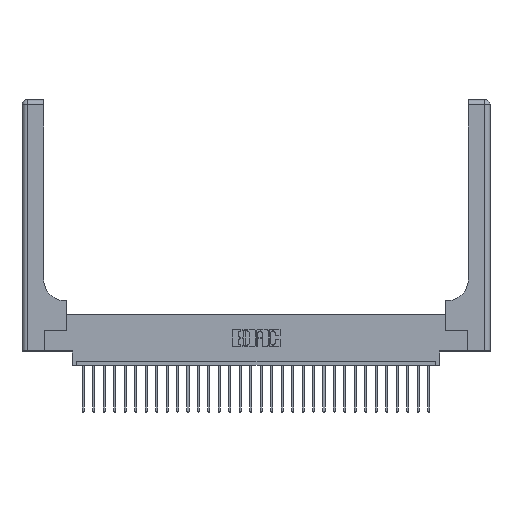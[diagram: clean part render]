
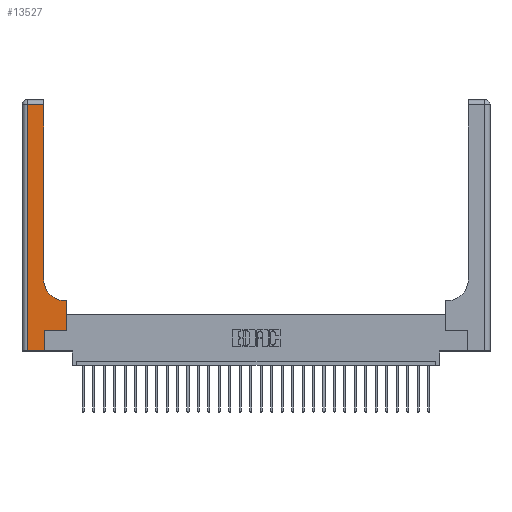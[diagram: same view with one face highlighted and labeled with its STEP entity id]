
A CAD part, top view. The second image highlights one B-rep face of the part: STEP entity #13527.
In plain terms, the highlighted planar face has unit normal (0, 0, 1).
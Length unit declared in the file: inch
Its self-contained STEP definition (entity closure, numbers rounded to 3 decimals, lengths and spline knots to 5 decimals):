
#264 = ORIENTED_EDGE ( 'NONE', *, *, #12206, .T. ) ;
#473 = CARTESIAN_POINT ( 'NONE',  ( 0.26, 3., 0.37 ) ) ;
#799 = LINE ( 'NONE', #13395, #12127 ) ;
#2990 = DIRECTION ( 'NONE',  ( 1., 0., 0. ) ) ;
#3388 = EDGE_CURVE ( 'NONE', #4060, #13010, #25140, .T. ) ;
#3757 = AXIS2_PLACEMENT_3D ( 'NONE', #7699, #27218, #14246 ) ;
#3899 = CARTESIAN_POINT ( 'NONE',  ( 0.265, 0.25, 0.37 ) ) ;
#4003 = VECTOR ( 'NONE', #14268, 39.37008 ) ;
#4060 = VERTEX_POINT ( 'NONE', #22628 ) ;
#4786 = DIRECTION ( 'NONE',  ( 1., 0., 0. ) ) ;
#5011 = FACE_OUTER_BOUND ( 'NONE', #7442, .T. ) ;
#5063 = EDGE_CURVE ( 'NONE', #18775, #14535, #15142, .T. ) ;
#5191 = CARTESIAN_POINT ( 'NONE',  ( 0.528, 0.25, 0.37 ) ) ;
#5625 = VECTOR ( 'NONE', #11169, 39.37008 ) ;
#6029 = CARTESIAN_POINT ( 'NONE',  ( 0.26, 0.6, 0.37 ) ) ;
#6120 = CARTESIAN_POINT ( 'NONE',  ( 0.26, 2.94, 0.37 ) ) ;
#7172 = VERTEX_POINT ( 'NONE', #12940 ) ;
#7442 = EDGE_LOOP ( 'NONE', ( #14394, #264, #27526, #17054, #12236, #25404, #21410, #13158, #18041 ) ) ;
#7699 = CARTESIAN_POINT ( 'NONE',  ( 0.51, 0.85, 0.37 ) ) ;
#8106 = VECTOR ( 'NONE', #4786, 39.37008 ) ;
#9471 = DIRECTION ( 'NONE',  ( 0., -1., 0. ) ) ;
#9652 = LINE ( 'NONE', #6029, #4003 ) ;
#10088 = VERTEX_POINT ( 'NONE', #6120 ) ;
#10135 = CARTESIAN_POINT ( 'NONE',  ( 0., 3., 0.37 ) ) ;
#10535 = VECTOR ( 'NONE', #9471, 39.37008 ) ;
#11169 = DIRECTION ( 'NONE',  ( 0., 1., 0. ) ) ;
#12018 = DIRECTION ( 'NONE',  ( 0., 0., -1. ) ) ;
#12127 = VECTOR ( 'NONE', #26093, 39.37008 ) ;
#12206 = EDGE_CURVE ( 'NONE', #10088, #4060, #799, .T. ) ;
#12236 = ORIENTED_EDGE ( 'NONE', *, *, #22807, .T. ) ;
#12940 = CARTESIAN_POINT ( 'NONE',  ( 0.528, 0.6, 0.37 ) ) ;
#13010 = VERTEX_POINT ( 'NONE', #18890 ) ;
#13158 = ORIENTED_EDGE ( 'NONE', *, *, #24256, .T. ) ;
#13216 = DIRECTION ( 'NONE',  ( 0., 1., 0. ) ) ;
#13395 = CARTESIAN_POINT ( 'NONE',  ( 0., 2.94, 0.37 ) ) ;
#13527 = ADVANCED_FACE ( 'NONE', ( #5011 ), #14352, .F. ) ;
#14246 = DIRECTION ( 'NONE',  ( 1., 0., 0. ) ) ;
#14268 = DIRECTION ( 'NONE',  ( -1., 0., 0. ) ) ;
#14352 = PLANE ( 'NONE',  #15542 ) ;
#14394 = ORIENTED_EDGE ( 'NONE', *, *, #24641, .T. ) ;
#14535 = VERTEX_POINT ( 'NONE', #5191 ) ;
#14680 = VECTOR ( 'NONE', #2990, 39.37008 ) ;
#14925 = LINE ( 'NONE', #25915, #20237 ) ;
#15142 = LINE ( 'NONE', #19308, #8106 ) ;
#15542 = AXIS2_PLACEMENT_3D ( 'NONE', #10135, #12018, #26673 ) ;
#15946 = EDGE_CURVE ( 'NONE', #14535, #7172, #14925, .T. ) ;
#16067 = LINE ( 'NONE', #19477, #22704 ) ;
#16409 = CARTESIAN_POINT ( 'NONE',  ( 0.26, 0.85, 0.37 ) ) ;
#16931 = LINE ( 'NONE', #473, #5625 ) ;
#17054 = ORIENTED_EDGE ( 'NONE', *, *, #20417, .T. ) ;
#17580 = CARTESIAN_POINT ( 'NONE',  ( 0.06, 3., 0.37 ) ) ;
#18041 = ORIENTED_EDGE ( 'NONE', *, *, #23598, .T. ) ;
#18775 = VERTEX_POINT ( 'NONE', #3899 ) ;
#18890 = CARTESIAN_POINT ( 'NONE',  ( 0.06, 0., 0.37 ) ) ;
#19308 = CARTESIAN_POINT ( 'NONE',  ( 0.265, 0.25, 0.37 ) ) ;
#19477 = CARTESIAN_POINT ( 'NONE',  ( 0.265, 0., 0.37 ) ) ;
#19720 = VERTEX_POINT ( 'NONE', #19764 ) ;
#19764 = CARTESIAN_POINT ( 'NONE',  ( 0.265, 0., 0.37 ) ) ;
#20237 = VECTOR ( 'NONE', #13216, 39.37008 ) ;
#20344 = LINE ( 'NONE', #24246, #14680 ) ;
#20417 = EDGE_CURVE ( 'NONE', #13010, #19720, #20344, .T. ) ;
#21410 = ORIENTED_EDGE ( 'NONE', *, *, #15946, .T. ) ;
#21950 = DIRECTION ( 'NONE',  ( 0., 1., 0. ) ) ;
#22381 = VERTEX_POINT ( 'NONE', #16409 ) ;
#22470 = CARTESIAN_POINT ( 'NONE',  ( 0.51, 0.6, 0.37 ) ) ;
#22628 = CARTESIAN_POINT ( 'NONE',  ( 0.06, 2.94, 0.37 ) ) ;
#22704 = VECTOR ( 'NONE', #21950, 39.37008 ) ;
#22807 = EDGE_CURVE ( 'NONE', #19720, #18775, #16067, .T. ) ;
#23598 = EDGE_CURVE ( 'NONE', #26481, #22381, #25969, .T. ) ;
#24246 = CARTESIAN_POINT ( 'NONE',  ( 0., 0., 0.37 ) ) ;
#24256 = EDGE_CURVE ( 'NONE', #7172, #26481, #9652, .T. ) ;
#24641 = EDGE_CURVE ( 'NONE', #22381, #10088, #16931, .T. ) ;
#25140 = LINE ( 'NONE', #17580, #10535 ) ;
#25404 = ORIENTED_EDGE ( 'NONE', *, *, #5063, .T. ) ;
#25915 = CARTESIAN_POINT ( 'NONE',  ( 0.528, 0.25, 0.37 ) ) ;
#25969 = CIRCLE ( 'NONE', #3757, 0.25 ) ;
#26093 = DIRECTION ( 'NONE',  ( -1., 0., 0. ) ) ;
#26481 = VERTEX_POINT ( 'NONE', #22470 ) ;
#26673 = DIRECTION ( 'NONE',  ( -1., 0., 0. ) ) ;
#27218 = DIRECTION ( 'NONE',  ( 0., 0., -1. ) ) ;
#27526 = ORIENTED_EDGE ( 'NONE', *, *, #3388, .T. ) ;
